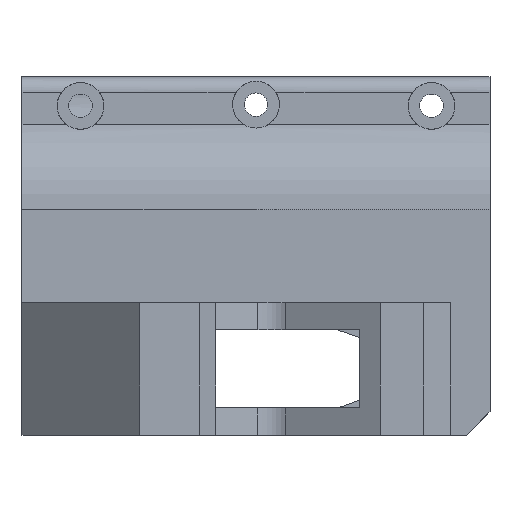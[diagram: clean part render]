
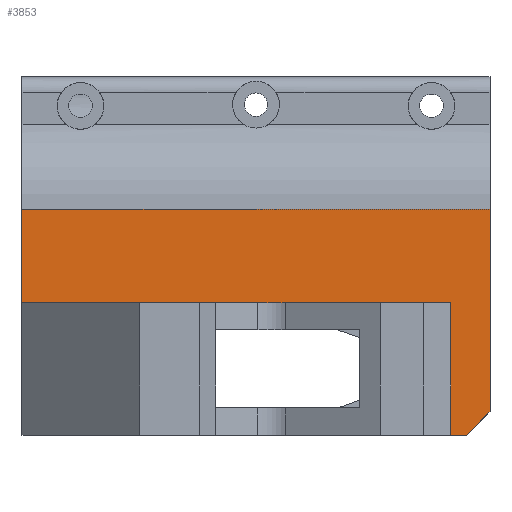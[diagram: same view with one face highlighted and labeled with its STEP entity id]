
A CAD part, left-side view. The second image highlights one B-rep face of the part: STEP entity #3853.
In plain terms, the highlighted planar face has unit normal (-1, 0, 0).
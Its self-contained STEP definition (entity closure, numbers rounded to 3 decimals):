
#315=FACE_OUTER_BOUND('',#527,.T.);
#527=EDGE_LOOP('',(#2932,#2933,#2934,#2935,#2936,#2937,#2938));
#804=LINE('',#5659,#1236);
#902=LINE('',#5946,#1334);
#908=LINE('',#5957,#1340);
#910=LINE('',#5960,#1342);
#911=LINE('',#5962,#1343);
#912=LINE('',#5964,#1344);
#913=LINE('',#5965,#1345);
#1236=VECTOR('',#4524,10.);
#1334=VECTOR('',#4764,10.);
#1340=VECTOR('',#4774,10.);
#1342=VECTOR('',#4778,10.);
#1343=VECTOR('',#4779,10.);
#1344=VECTOR('',#4780,1000.);
#1345=VECTOR('',#4781,1000.);
#1653=VERTEX_POINT('',#5656);
#1654=VERTEX_POINT('',#5658);
#1755=VERTEX_POINT('',#5943);
#1756=VERTEX_POINT('',#5945);
#1759=VERTEX_POINT('',#5956);
#1760=VERTEX_POINT('',#5961);
#1761=VERTEX_POINT('',#5963);
#2063=EDGE_CURVE('',#1653,#1654,#804,.T.);
#2199=EDGE_CURVE('',#1755,#1756,#902,.T.);
#2205=EDGE_CURVE('',#1756,#1759,#908,.T.);
#2207=EDGE_CURVE('',#1755,#1654,#910,.T.);
#2208=EDGE_CURVE('',#1760,#1653,#911,.T.);
#2209=EDGE_CURVE('',#1761,#1760,#912,.T.);
#2210=EDGE_CURVE('',#1759,#1761,#913,.T.);
#2932=ORIENTED_EDGE('',*,*,#2205,.F.);
#2933=ORIENTED_EDGE('',*,*,#2199,.F.);
#2934=ORIENTED_EDGE('',*,*,#2207,.T.);
#2935=ORIENTED_EDGE('',*,*,#2063,.F.);
#2936=ORIENTED_EDGE('',*,*,#2208,.F.);
#2937=ORIENTED_EDGE('',*,*,#2209,.F.);
#2938=ORIENTED_EDGE('',*,*,#2210,.F.);
#3699=PLANE('',#4115);
#3853=ADVANCED_FACE('',(#315),#3699,.T.);
#4115=AXIS2_PLACEMENT_3D('',#5959,#4776,#4777);
#4524=DIRECTION('',(0.,0.,1.));
#4764=DIRECTION('',(0.,0.,-1.));
#4774=DIRECTION('',(0.,0.707,-0.707));
#4776=DIRECTION('center_axis',(-1.,0.,0.));
#4777=DIRECTION('ref_axis',(0.,0.,-1.));
#4778=DIRECTION('',(0.,1.,0.));
#4779=DIRECTION('',(0.,1.,0.));
#4780=DIRECTION('',(0.,0.,1.));
#4781=DIRECTION('',(0.,1.,0.));
#5656=CARTESIAN_POINT('',(-7.7,33.,17.));
#5658=CARTESIAN_POINT('',(-7.7,33.,29.));
#5659=CARTESIAN_POINT('',(-7.7,33.,17.));
#5943=CARTESIAN_POINT('',(-7.7,-27.,29.));
#5945=CARTESIAN_POINT('',(-7.7,-27.,3.));
#5946=CARTESIAN_POINT('',(-7.7,-27.,17.));
#5956=CARTESIAN_POINT('',(-7.7,-24.,0.));
#5957=CARTESIAN_POINT('',(-7.7,-17.75,-6.25));
#5959=CARTESIAN_POINT('Origin',(-7.7,33.,29.));
#5960=CARTESIAN_POINT('',(-7.7,-27.,29.));
#5961=CARTESIAN_POINT('',(-7.7,-22.,17.));
#5962=CARTESIAN_POINT('',(-7.7,17.,17.));
#5963=CARTESIAN_POINT('',(-7.7,-22.,0.));
#5964=CARTESIAN_POINT('',(-7.7,-22.,0.));
#5965=CARTESIAN_POINT('',(-7.7,-26.,0.));
